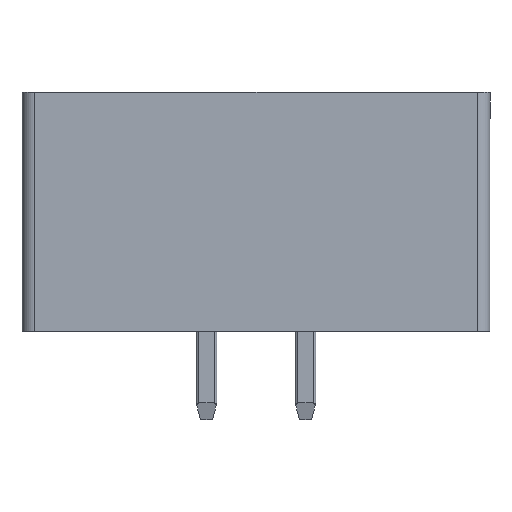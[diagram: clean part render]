
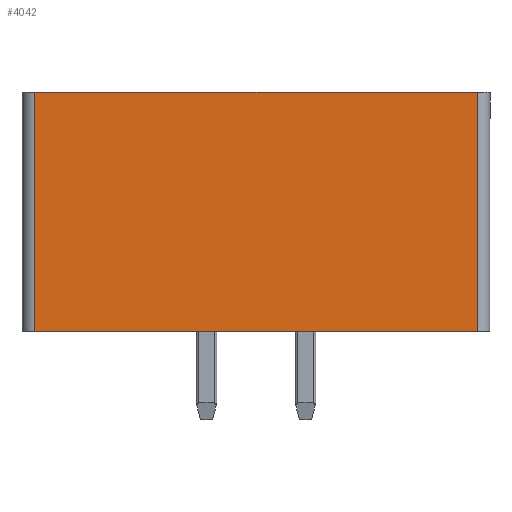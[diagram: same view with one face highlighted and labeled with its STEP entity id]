
A CAD part, front view. The second image highlights one B-rep face of the part: STEP entity #4042.
In plain terms, the highlighted planar face has unit normal (0, -1, 0).
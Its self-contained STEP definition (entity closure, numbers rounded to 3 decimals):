
#4042=ADVANCED_FACE('',(#10763),#10764,.T.);
#5142=VERTEX_POINT('',#12325);
#5146=VERTEX_POINT('',#12330);
#5148=EDGE_CURVE('',#5142,#5146,#12332,.T.);
#5310=VERTEX_POINT('',#12536);
#5314=VERTEX_POINT('',#12541);
#5316=EDGE_CURVE('',#5310,#5314,#12543,.T.);
#6244=EDGE_CURVE('',#5142,#5314,#13483,.T.);
#6246=EDGE_CURVE('',#5146,#5310,#13485,.T.);
#10763=FACE_OUTER_BOUND('',#18613,.T.);
#10764=PLANE('',#18614);
#12325=CARTESIAN_POINT('',(0.,0.,0.));
#12330=CARTESIAN_POINT('',(0.,0.,9.2));
#12332=LINE('',#20308,#20309);
#12536=CARTESIAN_POINT('',(17.01,0.,9.2));
#12541=CARTESIAN_POINT('',(17.01,0.,0.));
#12543=LINE('',#20619,#20620);
#13483=LINE('',#22134,#22135);
#13485=LINE('',#22138,#22139);
#18613=EDGE_LOOP('',(#29613,#29614,#29615,#29616));
#18614=AXIS2_PLACEMENT_3D('',#29617,#29618,#29619);
#20308=CARTESIAN_POINT('',(0.,0.,0.));
#20309=VECTOR('',#33829,1.0);
#20619=CARTESIAN_POINT('',(17.01,0.,9.2));
#20620=VECTOR('',#33962,1.0);
#22134=CARTESIAN_POINT('',(10.41,0.,0.));
#22135=VECTOR('',#34376,1.0);
#22138=CARTESIAN_POINT('',(10.41,0.,9.2));
#22139=VECTOR('',#34377,1.0);
#29613=ORIENTED_EDGE('',*,*,#6244,.T.);
#29614=ORIENTED_EDGE('',*,*,#5316,.F.);
#29615=ORIENTED_EDGE('',*,*,#6246,.F.);
#29616=ORIENTED_EDGE('',*,*,#5148,.F.);
#29617=CARTESIAN_POINT('',(-0.165,0.,-0.23));
#29618=DIRECTION('',(0.,-1.0,0.));
#29619=DIRECTION('',(0.0,0.,-1.0));
#33829=DIRECTION('',(0.,0.,1.0));
#33962=DIRECTION('',(0.,0.,-1.0));
#34376=DIRECTION('',(1.0,0.,0.));
#34377=DIRECTION('',(1.0,0.,0.));
